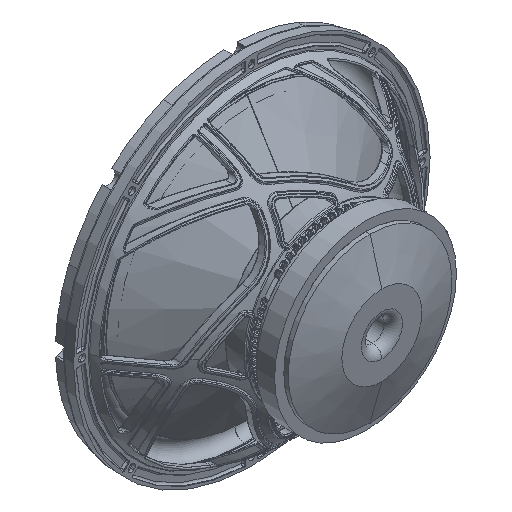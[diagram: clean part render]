
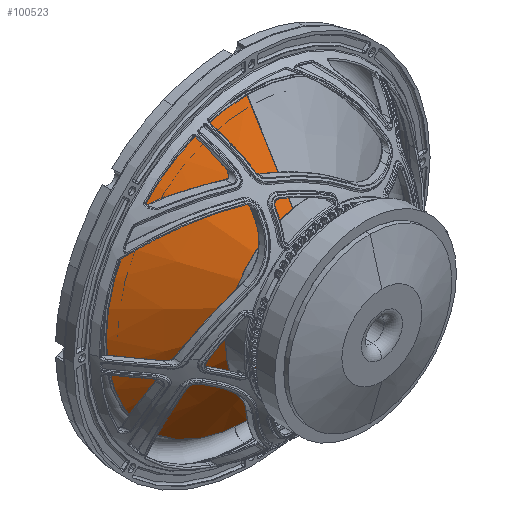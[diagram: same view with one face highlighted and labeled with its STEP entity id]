
A CAD part, isometric view. The second image highlights one B-rep face of the part: STEP entity #100523.
In plain terms, the highlighted conical face has half-angle 58.674 degrees and reference radius 39.74 mm.
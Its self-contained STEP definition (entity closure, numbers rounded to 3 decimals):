
#1017 = CIRCLE ( 'NONE', #72986, 39.74 ) ;
#2569 = ORIENTED_EDGE ( 'NONE', *, *, #109144, .F. ) ;
#13575 = EDGE_CURVE ( 'NONE', #25241, #124514, #66882, .T. ) ;
#14655 = CARTESIAN_POINT ( 'NONE',  ( 0., 42.614, 39.74 ) ) ;
#17954 = DIRECTION ( 'NONE',  ( 0., 0.52, 0.854 ) ) ;
#18078 = CONICAL_SURFACE ( 'NONE', #90062, 39.74, 1.024 ) ;
#21977 = CARTESIAN_POINT ( 'NONE',  ( 0., 42.614, -39.74 ) ) ;
#25241 = VERTEX_POINT ( 'NONE', #14655 ) ;
#26143 = CARTESIAN_POINT ( 'NONE',  ( 0., 42.614, 0. ) ) ;
#29124 = CARTESIAN_POINT ( 'NONE',  ( 0., 112.766, 155. ) ) ;
#33564 = DIRECTION ( 'NONE',  ( 0., 0.52, -0.854 ) ) ;
#33808 = VECTOR ( 'NONE', #33564, 1000. ) ;
#36083 = DIRECTION ( 'NONE',  ( 0., -1., 0. ) ) ;
#39061 = DIRECTION ( 'NONE',  ( 0., 0., -1. ) ) ;
#44152 = CIRCLE ( 'NONE', #116076, 155. ) ;
#46235 = ORIENTED_EDGE ( 'NONE', *, *, #95150, .T. ) ;
#65409 = DIRECTION ( 'NONE',  ( 0., 1., 0. ) ) ;
#66882 = LINE ( 'NONE', #106170, #105603 ) ;
#72986 = AXIS2_PLACEMENT_3D ( 'NONE', #87940, #127286, #39061 ) ;
#75304 = DIRECTION ( 'NONE',  ( 0., 0., -1. ) ) ;
#81654 = EDGE_LOOP ( 'NONE', ( #2569, #121195, #103512, #46235 ) ) ;
#82473 = LINE ( 'NONE', #121800, #33808 ) ;
#87940 = CARTESIAN_POINT ( 'NONE',  ( 0., 42.614, 0. ) ) ;
#90062 = AXIS2_PLACEMENT_3D ( 'NONE', #26143, #65409, #104692 ) ;
#95150 = EDGE_CURVE ( 'NONE', #124514, #106905, #44152, .T. ) ;
#100523 = ADVANCED_FACE ( 'NONE', ( #114344 ), #18078, .T. ) ;
#103512 = ORIENTED_EDGE ( 'NONE', *, *, #13575, .T. ) ;
#104158 = CARTESIAN_POINT ( 'NONE',  ( 0., 112.766, -155. ) ) ;
#104692 = DIRECTION ( 'NONE',  ( 0., 0., 1. ) ) ;
#105603 = VECTOR ( 'NONE', #17954, 1000. ) ;
#106170 = CARTESIAN_POINT ( 'NONE',  ( 0., 42.614, 39.74 ) ) ;
#106905 = VERTEX_POINT ( 'NONE', #104158 ) ;
#109144 = EDGE_CURVE ( 'NONE', #111819, #106905, #82473, .T. ) ;
#111819 = VERTEX_POINT ( 'NONE', #21977 ) ;
#114344 = FACE_OUTER_BOUND ( 'NONE', #81654, .T. ) ;
#116076 = AXIS2_PLACEMENT_3D ( 'NONE', #124314, #36083, #75304 ) ;
#121195 = ORIENTED_EDGE ( 'NONE', *, *, #126612, .F. ) ;
#121800 = CARTESIAN_POINT ( 'NONE',  ( 0., 42.614, -39.74 ) ) ;
#124314 = CARTESIAN_POINT ( 'NONE',  ( 0., 112.766, 0. ) ) ;
#124514 = VERTEX_POINT ( 'NONE', #29124 ) ;
#126612 = EDGE_CURVE ( 'NONE', #25241, #111819, #1017, .T. ) ;
#127286 = DIRECTION ( 'NONE',  ( 0., -1., 0. ) ) ;
